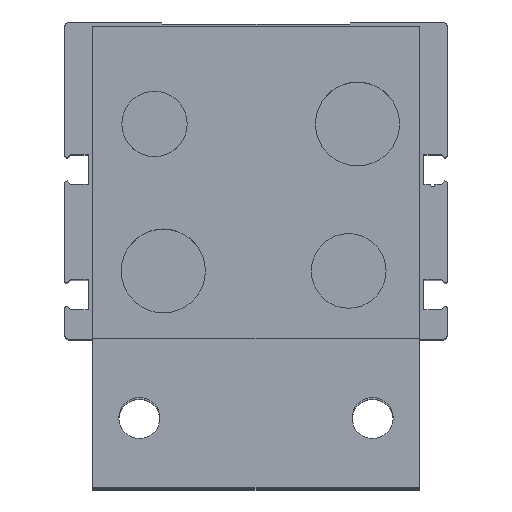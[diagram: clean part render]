
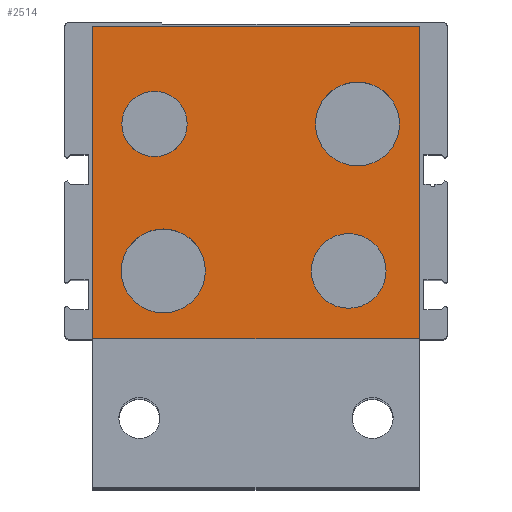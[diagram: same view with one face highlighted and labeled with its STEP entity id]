
A CAD part, top view. The second image highlights one B-rep face of the part: STEP entity #2514.
In plain terms, the highlighted planar face has unit normal (0, 0, 1).
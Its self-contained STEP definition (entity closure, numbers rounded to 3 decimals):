
#2 = EDGE_CURVE ( 'NONE', #246, #226, #2524, .T. ) ;
#27 = ORIENTED_EDGE ( 'NONE', *, *, #300, .F. ) ;
#30 = EDGE_CURVE ( 'NONE', #1503, #1498, #2648, .T. ) ;
#47 = ORIENTED_EDGE ( 'NONE', *, *, #1605, .F. ) ;
#48 = EDGE_CURVE ( 'NONE', #225, #226, #2612, .T. ) ;
#49 = ORIENTED_EDGE ( 'NONE', *, *, #1058, .F. ) ;
#76 = EDGE_LOOP ( 'NONE', ( #79, #249, #241, #243 ) ) ;
#79 = ORIENTED_EDGE ( 'NONE', *, *, #48, .F. ) ;
#225 = VERTEX_POINT ( 'NONE', #3468 ) ;
#226 = VERTEX_POINT ( 'NONE', #3467 ) ;
#239 = ORIENTED_EDGE ( 'NONE', *, *, #1511, .F. ) ;
#240 = EDGE_LOOP ( 'NONE', ( #242, #239 ) ) ;
#241 = ORIENTED_EDGE ( 'NONE', *, *, #245, .T. ) ;
#242 = ORIENTED_EDGE ( 'NONE', *, *, #30, .F. ) ;
#243 = ORIENTED_EDGE ( 'NONE', *, *, #2, .T. ) ;
#244 = VERTEX_POINT ( 'NONE', #2984 ) ;
#245 = EDGE_CURVE ( 'NONE', #244, #246, #3022, .T. ) ;
#246 = VERTEX_POINT ( 'NONE', #2983 ) ;
#247 = EDGE_CURVE ( 'NONE', #225, #244, #3024, .T. ) ;
#249 = ORIENTED_EDGE ( 'NONE', *, *, #247, .T. ) ;
#300 = EDGE_CURVE ( 'NONE', #1569, #1577, #2480, .T. ) ;
#303 = EDGE_LOOP ( 'NONE', ( #27, #47 ) ) ;
#1029 = VERTEX_POINT ( 'NONE', #2032 ) ;
#1050 = VERTEX_POINT ( 'NONE', #1852 ) ;
#1056 = VERTEX_POINT ( 'NONE', #1837 ) ;
#1058 = EDGE_CURVE ( 'NONE', #1070, #1056, #1878, .T. ) ;
#1066 = EDGE_CURVE ( 'NONE', #1029, #1050, #1794, .T. ) ;
#1070 = VERTEX_POINT ( 'NONE', #1778 ) ;
#1498 = VERTEX_POINT ( 'NONE', #4280 ) ;
#1503 = VERTEX_POINT ( 'NONE', #4270 ) ;
#1511 = EDGE_CURVE ( 'NONE', #1498, #1503, #4298, .T. ) ;
#1569 = VERTEX_POINT ( 'NONE', #4350 ) ;
#1577 = VERTEX_POINT ( 'NONE', #4343 ) ;
#1605 = EDGE_CURVE ( 'NONE', #1577, #1569, #4426, .T. ) ;
#1774 = CARTESIAN_POINT ( 'NONE',  ( -19.865, -19.5, 134. ) ) ;
#1778 = CARTESIAN_POINT ( 'NONE',  ( 12.757, 12., 134. ) ) ;
#1791 = DIRECTION ( 'NONE',  ( 1., 0., 0. ) ) ;
#1792 = DIRECTION ( 'NONE',  ( 0., 0., 1. ) ) ;
#1793 = AXIS2_PLACEMENT_3D ( 'NONE', #1774, #1792, #1791 ) ;
#1794 = CIRCLE ( 'NONE', #1793, 9. ) ;
#1803 = CARTESIAN_POINT ( 'NONE',  ( 21.757, 12., 134. ) ) ;
#1804 = AXIS2_PLACEMENT_3D ( 'NONE', #1803, #1845, #1844 ) ;
#1837 = CARTESIAN_POINT ( 'NONE',  ( 30.757, 12., 134. ) ) ;
#1844 = DIRECTION ( 'NONE',  ( 1., 0., 0. ) ) ;
#1845 = DIRECTION ( 'NONE',  ( 0., 0., 1. ) ) ;
#1852 = CARTESIAN_POINT ( 'NONE',  ( -10.865, -19.5, 134. ) ) ;
#1878 = CIRCLE ( 'NONE', #1804, 9. ) ;
#2032 = CARTESIAN_POINT ( 'NONE',  ( -28.865, -19.5, 134. ) ) ;
#2423 = EDGE_CURVE ( 'NONE', #1056, #1070, #4738, .T. ) ;
#2426 = EDGE_CURVE ( 'NONE', #1050, #1029, #4952, .T. ) ;
#2427 = EDGE_LOOP ( 'NONE', ( #2428, #49 ) ) ;
#2428 = ORIENTED_EDGE ( 'NONE', *, *, #2423, .F. ) ;
#2445 = ORIENTED_EDGE ( 'NONE', *, *, #2426, .F. ) ;
#2446 = EDGE_LOOP ( 'NONE', ( #2445, #2447 ) ) ;
#2447 = ORIENTED_EDGE ( 'NONE', *, *, #1066, .F. ) ;
#2480 = CIRCLE ( 'NONE', #2542, 7. ) ;
#2514 = ADVANCED_FACE ( 'NONE', ( #4938, #4936, #4935, #4934, #4933 ), #4932, .T. ) ;
#2524 = LINE ( 'NONE', #2565, #2540 ) ;
#2540 = VECTOR ( 'NONE', #2564, 1000. ) ;
#2542 = AXIS2_PLACEMENT_3D ( 'NONE', #2557, #2566, #2562 ) ;
#2557 = CARTESIAN_POINT ( 'NONE',  ( -21.757, 12., 134. ) ) ;
#2562 = DIRECTION ( 'NONE',  ( 1., 0., 0. ) ) ;
#2564 = DIRECTION ( 'NONE',  ( 0., -1., 0. ) ) ;
#2565 = CARTESIAN_POINT ( 'NONE',  ( -35., 33., 134. ) ) ;
#2566 = DIRECTION ( 'NONE',  ( 0., 0., 1. ) ) ;
#2598 = DIRECTION ( 'NONE',  ( 0., 0., 1. ) ) ;
#2603 = DIRECTION ( 'NONE',  ( -1., 0., 0. ) ) ;
#2604 = VECTOR ( 'NONE', #2603, 1000. ) ;
#2606 = CARTESIAN_POINT ( 'NONE',  ( -35., -34., 134. ) ) ;
#2612 = LINE ( 'NONE', #2606, #2604 ) ;
#2646 = DIRECTION ( 'NONE',  ( 1., 0., 0. ) ) ;
#2647 = AXIS2_PLACEMENT_3D ( 'NONE', #2658, #2598, #2646 ) ;
#2648 = CIRCLE ( 'NONE', #2647, 8. ) ;
#2658 = CARTESIAN_POINT ( 'NONE',  ( 19.865, -19.5, 134. ) ) ;
#2983 = CARTESIAN_POINT ( 'NONE',  ( -35., 33., 134. ) ) ;
#2984 = CARTESIAN_POINT ( 'NONE',  ( 35., 33., 134. ) ) ;
#2993 = DIRECTION ( 'NONE',  ( -1., 0., 0. ) ) ;
#2994 = VECTOR ( 'NONE', #2993, 1000. ) ;
#2995 = CARTESIAN_POINT ( 'NONE',  ( -35., 33., 134. ) ) ;
#3008 = DIRECTION ( 'NONE',  ( 0., 1., 0. ) ) ;
#3009 = VECTOR ( 'NONE', #3008, 1000. ) ;
#3022 = LINE ( 'NONE', #2995, #2994 ) ;
#3023 = CARTESIAN_POINT ( 'NONE',  ( 35., 33., 134. ) ) ;
#3024 = LINE ( 'NONE', #3023, #3009 ) ;
#3467 = CARTESIAN_POINT ( 'NONE',  ( -35., -34., 134. ) ) ;
#3468 = CARTESIAN_POINT ( 'NONE',  ( 35., -34., 134. ) ) ;
#4176 = DIRECTION ( 'NONE',  ( 0., 0., 1. ) ) ;
#4177 = CARTESIAN_POINT ( 'NONE',  ( 21.757, 12., 134. ) ) ;
#4178 = AXIS2_PLACEMENT_3D ( 'NONE', #4177, #4176, #4190 ) ;
#4190 = DIRECTION ( 'NONE',  ( 1., 0., 0. ) ) ;
#4239 = DIRECTION ( 'NONE',  ( 1., 0., 0. ) ) ;
#4270 = CARTESIAN_POINT ( 'NONE',  ( 11.865, -19.5, 134. ) ) ;
#4275 = DIRECTION ( 'NONE',  ( 0., 0., 1. ) ) ;
#4280 = CARTESIAN_POINT ( 'NONE',  ( 27.865, -19.5, 134. ) ) ;
#4297 = AXIS2_PLACEMENT_3D ( 'NONE', #4310, #4275, #4239 ) ;
#4298 = CIRCLE ( 'NONE', #4297, 8. ) ;
#4310 = CARTESIAN_POINT ( 'NONE',  ( 19.865, -19.5, 134. ) ) ;
#4343 = CARTESIAN_POINT ( 'NONE',  ( -14.757, 12., 134. ) ) ;
#4350 = CARTESIAN_POINT ( 'NONE',  ( -28.757, 12., 134. ) ) ;
#4415 = DIRECTION ( 'NONE',  ( 1., 0., 0. ) ) ;
#4416 = DIRECTION ( 'NONE',  ( 0., 0., 1. ) ) ;
#4426 = CIRCLE ( 'NONE', #4431, 7. ) ;
#4430 = CARTESIAN_POINT ( 'NONE',  ( -21.757, 12., 134. ) ) ;
#4431 = AXIS2_PLACEMENT_3D ( 'NONE', #4430, #4416, #4415 ) ;
#4738 = CIRCLE ( 'NONE', #4178, 9. ) ;
#4853 = DIRECTION ( 'NONE',  ( 1., 0., 0. ) ) ;
#4926 = CARTESIAN_POINT ( 'NONE',  ( -35., -66., 134. ) ) ;
#4927 = AXIS2_PLACEMENT_3D ( 'NONE', #4926, #4930, #4853 ) ;
#4930 = DIRECTION ( 'NONE',  ( 0., 0., 1. ) ) ;
#4932 = PLANE ( 'NONE',  #4927 ) ;
#4933 = FACE_BOUND ( 'NONE', #303, .T. ) ;
#4934 = FACE_BOUND ( 'NONE', #240, .T. ) ;
#4935 = FACE_OUTER_BOUND ( 'NONE', #76, .T. ) ;
#4936 = FACE_BOUND ( 'NONE', #2427, .T. ) ;
#4938 = FACE_BOUND ( 'NONE', #2446, .T. ) ;
#4948 = DIRECTION ( 'NONE',  ( 1., 0., 0. ) ) ;
#4949 = DIRECTION ( 'NONE',  ( 0., 0., 1. ) ) ;
#4950 = CARTESIAN_POINT ( 'NONE',  ( -19.865, -19.5, 134. ) ) ;
#4951 = AXIS2_PLACEMENT_3D ( 'NONE', #4950, #4949, #4948 ) ;
#4952 = CIRCLE ( 'NONE', #4951, 9. ) ;
